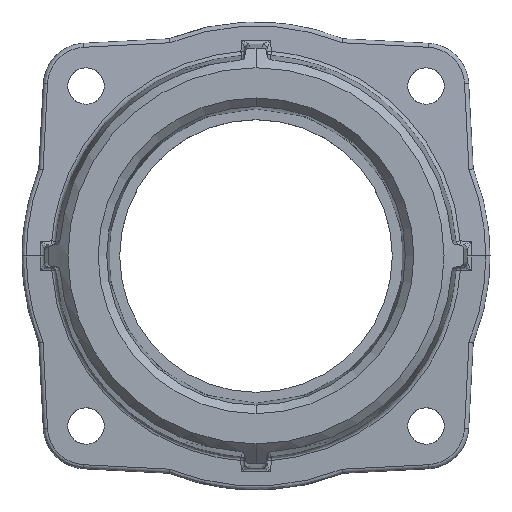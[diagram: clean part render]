
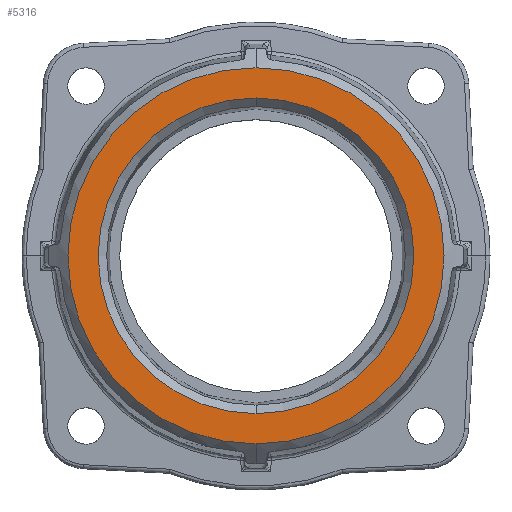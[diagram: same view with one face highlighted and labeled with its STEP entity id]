
A CAD part, top view. The second image highlights one B-rep face of the part: STEP entity #5316.
In plain terms, the highlighted planar face has unit normal (0, 0, 1).
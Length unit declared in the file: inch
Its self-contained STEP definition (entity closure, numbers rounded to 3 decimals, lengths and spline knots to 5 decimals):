
#312=CARTESIAN_POINT('',(0.,0.,2.28125));
#313=DIRECTION('',(0.,0.,1.));
#314=DIRECTION('',(0.,1.,0.));
#315=AXIS2_PLACEMENT_3D('',#312,#313,#314);
#401=CARTESIAN_POINT('',(0.,0.,2.28125));
#402=DIRECTION('',(0.,0.,-1.));
#403=DIRECTION('',(0.,1.,0.));
#404=AXIS2_PLACEMENT_3D('',#401,#402,#403);
#1912=CARTESIAN_POINT('',(0.,0.,2.28125));
#1913=DIRECTION('',(0.,0.,1.));
#1914=DIRECTION('',(0.,1.,0.));
#1915=AXIS2_PLACEMENT_3D('',#1912,#1913,#1914);
#1917=CARTESIAN_POINT('',(0.,0.,2.28125));
#1918=DIRECTION('',(0.,0.,-1.));
#1919=DIRECTION('',(0.,1.,0.));
#1920=AXIS2_PLACEMENT_3D('',#1917,#1918,#1919);
#2166=CARTESIAN_POINT('',(0.,2.31856,2.28125));
#2167=VERTEX_POINT('',#2166);
#2174=CARTESIAN_POINT('',(0.,-2.31856,2.28125));
#2175=VERTEX_POINT('',#2174);
#2176=CARTESIAN_POINT('',(0.,2.76297,2.28125));
#2177=CARTESIAN_POINT('',(0.,-2.76297,2.28125));
#2178=VERTEX_POINT('',#2176);
#2179=VERTEX_POINT('',#2177);
#5301=CARTESIAN_POINT('',(0.,0.,2.28125));
#5302=DIRECTION('',(0.,0.,1.));
#5303=DIRECTION('',(0.,1.,0.));
#5304=AXIS2_PLACEMENT_3D('',#5301,#5302,#5303);
#5305=PLANE('',#5304);
#5306=ORIENTED_EDGE('',*,*,#2897,.T.);
#5307=ORIENTED_EDGE('',*,*,#2740,.F.);
#5308=EDGE_LOOP('',(#5306,#5307));
#5309=FACE_OUTER_BOUND('',#5308,.F.);
#5311=ORIENTED_EDGE('',*,*,#5310,.T.);
#5313=ORIENTED_EDGE('',*,*,#5312,.F.);
#5314=EDGE_LOOP('',(#5311,#5313));
#5315=FACE_BOUND('',#5314,.F.);
#316=CIRCLE('',#315,2.76297);
#405=CIRCLE('',#404,2.76297);
#1916=CIRCLE('',#1915,2.31856);
#1921=CIRCLE('',#1920,2.31856);
#2740=EDGE_CURVE('',#2178,#2179,#316,.T.);
#2897=EDGE_CURVE('',#2178,#2179,#405,.T.);
#5310=EDGE_CURVE('',#2167,#2175,#1916,.T.);
#5312=EDGE_CURVE('',#2167,#2175,#1921,.T.);
#5316=ADVANCED_FACE('',(#5309,#5315),#5305,.T.);
